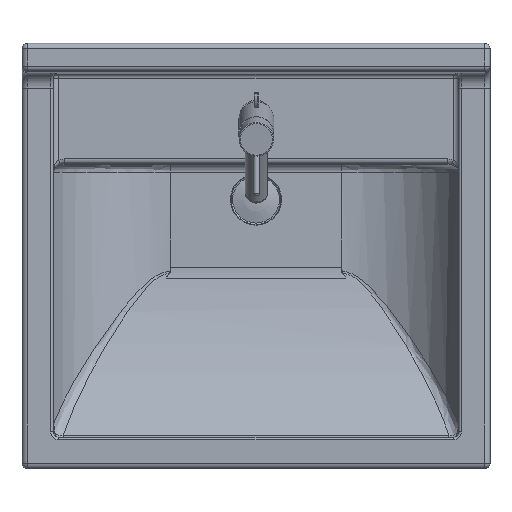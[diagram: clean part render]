
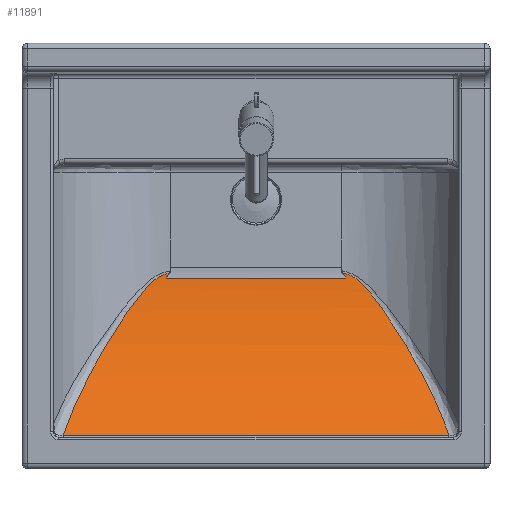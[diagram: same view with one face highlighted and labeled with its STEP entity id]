
A CAD part, top view. The second image highlights one B-rep face of the part: STEP entity #11891.
In plain terms, the highlighted cylindrical face has radius 401.646 mm (diameter 803.293 mm), a partial arc.
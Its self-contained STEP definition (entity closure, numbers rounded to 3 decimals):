
#10525=CARTESIAN_POINT('',(235.073,-475.5,147.903));
#10526=VERTEX_POINT('',#10525);
#10553=CARTESIAN_POINT('',(729.723,-475.5,147.903));
#10554=VERTEX_POINT('',#10553);
#10562=CARTESIAN_POINT('',(729.723,-475.5,147.903));
#10563=DIRECTION('',(-1.0,0.0,0.0));
#10564=VECTOR('',#10563,494.649);
#10565=LINE('',#10562,#10564);
#10566=EDGE_CURVE('',#10554,#10526,#10565,.T.);
#11372=CARTESIAN_POINT('',(593.242,-267.312,47.252));
#11373=VERTEX_POINT('',#11372);
#11383=CARTESIAN_POINT('',(593.242,-267.312,47.252));
#11384=CARTESIAN_POINT('',(593.767,-267.333,47.255));
#11385=CARTESIAN_POINT('',(595.111,-267.433,47.271));
#11386=CARTESIAN_POINT('',(597.259,-267.785,47.328));
#11387=CARTESIAN_POINT('',(599.638,-268.426,47.431));
#11388=CARTESIAN_POINT('',(602.698,-269.554,47.616));
#11389=CARTESIAN_POINT('',(605.627,-271.044,47.864));
#11390=CARTESIAN_POINT('',(608.427,-272.796,48.166));
#11391=CARTESIAN_POINT('',(611.145,-274.694,48.499));
#11392=CARTESIAN_POINT('',(613.741,-276.77,48.876));
#11393=CARTESIAN_POINT('',(616.205,-278.941,49.283));
#11394=CARTESIAN_POINT('',(619.806,-282.296,49.928));
#11395=CARTESIAN_POINT('',(625.648,-288.429,51.173));
#11396=CARTESIAN_POINT('',(633.308,-297.653,53.256));
#11397=CARTESIAN_POINT('',(641.172,-308.089,55.903));
#11398=CARTESIAN_POINT('',(648.699,-318.78,58.928));
#11399=CARTESIAN_POINT('',(658.384,-333.266,63.468));
#11400=CARTESIAN_POINT('',(667.604,-347.954,68.772));
#11401=CARTESIAN_POINT('',(675.233,-360.725,74.038));
#11402=CARTESIAN_POINT('',(678.925,-367.06,76.815));
#11403=CARTESIAN_POINT('',(681.001,-370.665,78.443));
#11404=CARTESIAN_POINT('',(684.094,-376.078,80.936));
#11405=CARTESIAN_POINT('',(690.66,-387.815,86.607));
#11406=CARTESIAN_POINT('',(698.313,-402.221,94.386));
#11407=CARTESIAN_POINT('',(709.008,-423.605,107.255));
#11408=CARTESIAN_POINT('',(717.759,-442.834,120.514));
#11409=CARTESIAN_POINT('',(724.643,-460.517,134.707));
#11410=CARTESIAN_POINT('',(727.841,-469.659,142.611));
#11411=CARTESIAN_POINT('',(729.189,-473.802,146.346));
#11412=CARTESIAN_POINT('',(729.723,-475.5,147.903));
#11413=B_SPLINE_CURVE_WITH_KNOTS('',3,(#11383,#11384,#11385,#11386,#11387,#11388,#11389,#11390,#11391,#11392,#11393,#11394,#11395,#11396,#11397,#11398,#11399,#11400,#11401,#11402,#11403,#11404,#11405,#11406,#11407,#11408,#11409,#11410,#11411,#11412),.UNSPECIFIED.,.F.,.U.,(4,1,1,1,1,1,1,1,1,1,1,1,1,1,1,1,1,1,1,1,1,1,1,1,1,1,1,4),(-28.793,-28.636,-28.392,-28.148,-27.904,-27.416,-27.172,-26.928,-26.44,-26.196,-25.952,-24.976,-23.674,-22.373,-21.072,-19.77,-17.168,-15.866,-15.216,-14.89,-14.565,-13.264,-10.661,-9.359,-5.455,-3.503,-2.527,-1.843),.UNSPECIFIED.);
#11414=EDGE_CURVE('',#11373,#10554,#11413,.T.);
#11427=CARTESIAN_POINT('',(597.626,-273.354,48.264));
#11428=VERTEX_POINT('',#11427);
#11442=CARTESIAN_POINT('',(593.242,-267.312,47.252));
#11443=CARTESIAN_POINT('',(594.705,-269.326,47.574));
#11444=CARTESIAN_POINT('',(596.169,-271.343,47.911));
#11445=CARTESIAN_POINT('',(597.626,-273.354,48.264));
#11446=B_SPLINE_CURVE_WITH_KNOTS('',3,(#11442,#11443,#11444,#11445),.UNSPECIFIED.,.F.,.U.,(4,4),(89.041,89.785),.UNSPECIFIED.);
#11447=EDGE_CURVE('',#11373,#11428,#11446,.T.);
#11726=CARTESIAN_POINT('',(371.554,-267.312,47.252));
#11727=VERTEX_POINT('',#11726);
#11728=CARTESIAN_POINT('',(235.073,-475.5,147.903));
#11729=CARTESIAN_POINT('',(236.372,-471.371,144.116));
#11730=CARTESIAN_POINT('',(239.469,-462.275,136.116));
#11731=CARTESIAN_POINT('',(244.095,-450.389,126.578));
#11732=CARTESIAN_POINT('',(250.629,-434.941,115.07));
#11733=CARTESIAN_POINT('',(257.139,-420.901,105.626));
#11734=CARTESIAN_POINT('',(266.504,-402.181,94.363));
#11735=CARTESIAN_POINT('',(274.163,-387.765,86.581));
#11736=CARTESIAN_POINT('',(282.259,-373.298,79.594));
#11737=CARTESIAN_POINT('',(288.523,-362.466,74.754));
#11738=CARTESIAN_POINT('',(295.029,-351.574,70.267));
#11739=CARTESIAN_POINT('',(301.766,-340.671,66.143));
#11740=CARTESIAN_POINT('',(308.736,-329.793,62.383));
#11741=CARTESIAN_POINT('',(315.956,-318.987,58.99));
#11742=CARTESIAN_POINT('',(323.466,-308.308,55.962));
#11743=CARTESIAN_POINT('',(329.591,-300.164,53.891));
#11744=CARTESIAN_POINT('',(334.155,-294.48,52.551));
#11745=CARTESIAN_POINT('',(336.959,-291.12,51.789));
#11746=CARTESIAN_POINT('',(341.085,-286.394,50.76));
#11747=CARTESIAN_POINT('',(345.563,-281.691,49.805));
#11748=CARTESIAN_POINT('',(350.465,-277.239,48.96));
#11749=CARTESIAN_POINT('',(354.322,-274.162,48.403));
#11750=CARTESIAN_POINT('',(357.73,-271.889,48.008));
#11751=CARTESIAN_POINT('',(360.6,-270.316,47.743));
#11752=CARTESIAN_POINT('',(362.847,-269.278,47.57));
#11753=CARTESIAN_POINT('',(364.786,-268.564,47.454));
#11754=CARTESIAN_POINT('',(366.07,-268.187,47.393));
#11755=CARTESIAN_POINT('',(366.666,-268.032,47.368));
#11756=CARTESIAN_POINT('',(366.965,-267.958,47.356));
#11757=CARTESIAN_POINT('',(367.265,-267.887,47.344));
#11758=CARTESIAN_POINT('',(368.266,-267.665,47.308));
#11759=CARTESIAN_POINT('',(369.692,-267.432,47.271));
#11760=CARTESIAN_POINT('',(371.029,-267.333,47.255));
#11761=CARTESIAN_POINT('',(371.554,-267.312,47.252));
#11762=B_SPLINE_CURVE_WITH_KNOTS('',3,(#11728,#11729,#11730,#11731,#11732,#11733,#11734,#11735,#11736,#11737,#11738,#11739,#11740,#11741,#11742,#11743,#11744,#11745,#11746,#11747,#11748,#11749,#11750,#11751,#11752,#11753,#11754,#11755,#11756,#11757,#11758,#11759,#11760,#11761),.UNSPECIFIED.,.F.,.U.,(4,1,1,1,1,1,1,1,1,1,1,1,1,1,1,1,1,1,1,1,1,1,1,1,1,1,1,1,1,1,1,4),(-56.548,-54.884,-52.929,-51.952,-49.02,-47.717,-45.111,-43.808,-42.505,-41.201,-39.898,-38.595,-37.292,-35.989,-34.686,-34.252,-33.817,-33.383,-32.406,-31.917,-31.428,-30.94,-30.695,-30.451,-30.207,-30.084,-30.054,-30.023,-29.993,-29.962,-29.718,-29.561),.UNSPECIFIED.);
#11763=EDGE_CURVE('',#10526,#11727,#11762,.T.);
#11841=CARTESIAN_POINT('',(367.169,-273.354,48.264));
#11842=VERTEX_POINT('',#11841);
#11843=CARTESIAN_POINT('',(367.169,-273.354,48.264));
#11844=CARTESIAN_POINT('',(367.845,-272.421,48.101));
#11845=CARTESIAN_POINT('',(368.519,-271.493,47.941));
#11846=CARTESIAN_POINT('',(369.19,-270.567,47.786));
#11847=CARTESIAN_POINT('',(369.913,-269.572,47.618));
#11848=CARTESIAN_POINT('',(370.637,-268.574,47.454));
#11849=CARTESIAN_POINT('',(371.366,-267.571,47.293));
#11850=CARTESIAN_POINT('',(371.429,-267.485,47.28));
#11851=CARTESIAN_POINT('',(371.491,-267.399,47.266));
#11852=CARTESIAN_POINT('',(371.554,-267.312,47.252));
#11853=B_SPLINE_CURVE_WITH_KNOTS('',3,(#11843,#11844,#11845,#11846,#11847,#11848,#11849,#11850,#11851,#11852),.UNSPECIFIED.,.F.,.U.,(4,3,3,4),(71.298,71.644,72.016,72.048),.UNSPECIFIED.);
#11854=EDGE_CURVE('',#11842,#11727,#11853,.T.);
#11873=CARTESIAN_POINT('',(482.398,-203.984,443.875));
#11874=DIRECTION('',(-1.0,0.0,0.0));
#11875=DIRECTION('',(0.0,-0.682,-0.732));
#11876=AXIS2_PLACEMENT_3D('',#11873,#11874,#11875);
#11877=CYLINDRICAL_SURFACE('',#11876,401.646);
#11878=ORIENTED_EDGE('',*,*,#10566,.F.);
#11879=ORIENTED_EDGE('',*,*,#11414,.F.);
#11880=ORIENTED_EDGE('',*,*,#11447,.T.);
#11881=CARTESIAN_POINT('',(367.169,-273.354,48.264));
#11882=DIRECTION('',(1.0,0.0,0.0));
#11883=VECTOR('',#11882,230.457);
#11884=LINE('',#11881,#11883);
#11885=EDGE_CURVE('',#11842,#11428,#11884,.T.);
#11886=ORIENTED_EDGE('',*,*,#11885,.F.);
#11887=ORIENTED_EDGE('',*,*,#11854,.T.);
#11888=ORIENTED_EDGE('',*,*,#11763,.F.);
#11889=EDGE_LOOP('',(#11878,#11879,#11880,#11886,#11887,#11888));
#11890=FACE_OUTER_BOUND('',#11889,.T.);
#11891=ADVANCED_FACE('',(#11890),#11877,.F.);
